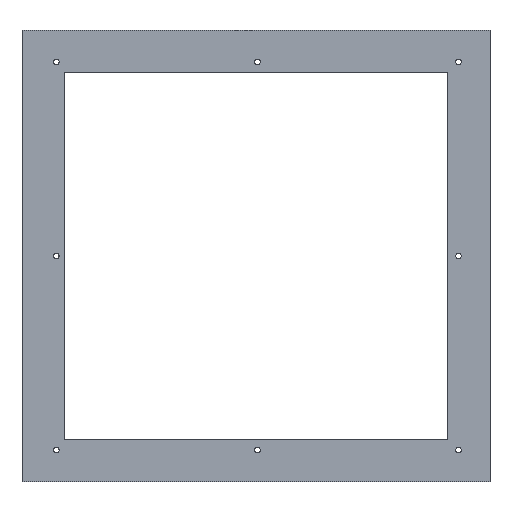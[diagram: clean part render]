
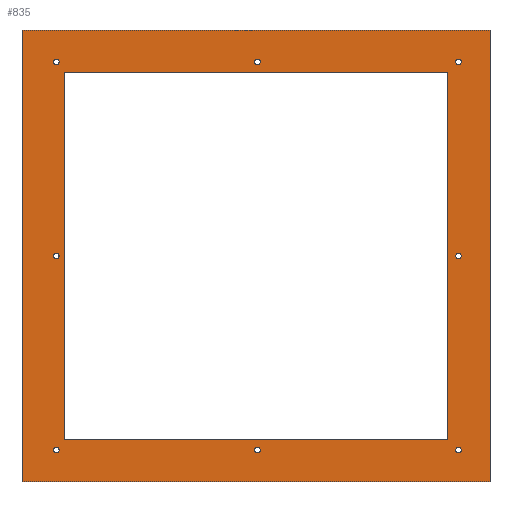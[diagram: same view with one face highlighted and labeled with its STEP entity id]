
A CAD part, front view. The second image highlights one B-rep face of the part: STEP entity #835.
In plain terms, the highlighted planar face has unit normal (0, -1, 0).
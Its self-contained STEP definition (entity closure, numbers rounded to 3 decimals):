
#163=AXIS2_PLACEMENT_3D('Circle Axis2P3D',#161,#162,$) ;
#198=AXIS2_PLACEMENT_3D('Circle Axis2P3D',#196,#197,$) ;
#220=AXIS2_PLACEMENT_3D('Circle Axis2P3D',#218,#219,$) ;
#255=AXIS2_PLACEMENT_3D('Circle Axis2P3D',#253,#254,$) ;
#277=AXIS2_PLACEMENT_3D('Circle Axis2P3D',#275,#276,$) ;
#312=AXIS2_PLACEMENT_3D('Circle Axis2P3D',#310,#311,$) ;
#334=AXIS2_PLACEMENT_3D('Circle Axis2P3D',#332,#333,$) ;
#369=AXIS2_PLACEMENT_3D('Circle Axis2P3D',#367,#368,$) ;
#391=AXIS2_PLACEMENT_3D('Circle Axis2P3D',#389,#390,$) ;
#426=AXIS2_PLACEMENT_3D('Circle Axis2P3D',#424,#425,$) ;
#448=AXIS2_PLACEMENT_3D('Circle Axis2P3D',#446,#447,$) ;
#483=AXIS2_PLACEMENT_3D('Circle Axis2P3D',#481,#482,$) ;
#505=AXIS2_PLACEMENT_3D('Circle Axis2P3D',#503,#504,$) ;
#540=AXIS2_PLACEMENT_3D('Circle Axis2P3D',#538,#539,$) ;
#562=AXIS2_PLACEMENT_3D('Circle Axis2P3D',#560,#561,$) ;
#597=AXIS2_PLACEMENT_3D('Circle Axis2P3D',#595,#596,$) ;
#789=AXIS2_PLACEMENT_3D('Plane Axis2P3D',#786,#787,#788) ;
#43=CARTESIAN_POINT('Vertex',(-191.,168.999,315.)) ;
#57=CARTESIAN_POINT('Vertex',(-191.,168.999,-7.)) ;
#60=CARTESIAN_POINT('Line Origine',(-191.,168.999,154.)) ;
#88=CARTESIAN_POINT('Vertex',(143.,168.999,-7.)) ;
#91=CARTESIAN_POINT('Line Origine',(-24.,168.999,-7.)) ;
#119=CARTESIAN_POINT('Vertex',(143.,168.999,315.)) ;
#122=CARTESIAN_POINT('Line Origine',(143.,168.999,154.)) ;
#144=CARTESIAN_POINT('Line Origine',(-24.,168.999,315.)) ;
#161=CARTESIAN_POINT('Axis2P3D Location',(-166.5,168.999,292.5)) ;
#165=CARTESIAN_POINT('Vertex',(-168.5,168.999,292.5)) ;
#167=CARTESIAN_POINT('Vertex',(-164.5,168.999,292.5)) ;
#196=CARTESIAN_POINT('Axis2P3D Location',(-166.5,168.999,292.5)) ;
#218=CARTESIAN_POINT('Axis2P3D Location',(120.5,168.999,292.5)) ;
#222=CARTESIAN_POINT('Vertex',(118.5,168.999,292.5)) ;
#224=CARTESIAN_POINT('Vertex',(122.5,168.999,292.5)) ;
#253=CARTESIAN_POINT('Axis2P3D Location',(120.5,168.999,292.5)) ;
#275=CARTESIAN_POINT('Axis2P3D Location',(120.5,168.999,15.5)) ;
#279=CARTESIAN_POINT('Vertex',(118.5,168.999,15.5)) ;
#281=CARTESIAN_POINT('Vertex',(122.5,168.999,15.5)) ;
#310=CARTESIAN_POINT('Axis2P3D Location',(120.5,168.999,15.5)) ;
#332=CARTESIAN_POINT('Axis2P3D Location',(-166.5,168.999,15.5)) ;
#336=CARTESIAN_POINT('Vertex',(-168.5,168.999,15.5)) ;
#338=CARTESIAN_POINT('Vertex',(-164.5,168.999,15.5)) ;
#367=CARTESIAN_POINT('Axis2P3D Location',(-166.5,168.999,15.5)) ;
#389=CARTESIAN_POINT('Axis2P3D Location',(-166.5,168.999,154.)) ;
#393=CARTESIAN_POINT('Vertex',(-168.5,168.999,154.)) ;
#395=CARTESIAN_POINT('Vertex',(-164.5,168.999,154.)) ;
#424=CARTESIAN_POINT('Axis2P3D Location',(-166.5,168.999,154.)) ;
#446=CARTESIAN_POINT('Axis2P3D Location',(120.5,168.999,154.)) ;
#450=CARTESIAN_POINT('Vertex',(118.5,168.999,154.)) ;
#452=CARTESIAN_POINT('Vertex',(122.5,168.999,154.)) ;
#481=CARTESIAN_POINT('Axis2P3D Location',(120.5,168.999,154.)) ;
#503=CARTESIAN_POINT('Axis2P3D Location',(-23.,168.999,292.5)) ;
#507=CARTESIAN_POINT('Vertex',(-25.,168.999,292.5)) ;
#509=CARTESIAN_POINT('Vertex',(-21.,168.999,292.5)) ;
#538=CARTESIAN_POINT('Axis2P3D Location',(-23.,168.999,292.5)) ;
#560=CARTESIAN_POINT('Axis2P3D Location',(-23.,168.999,15.5)) ;
#564=CARTESIAN_POINT('Vertex',(-25.,168.999,15.5)) ;
#566=CARTESIAN_POINT('Vertex',(-21.,168.999,15.5)) ;
#595=CARTESIAN_POINT('Axis2P3D Location',(-23.,168.999,15.5)) ;
#617=CARTESIAN_POINT('Line Origine',(-24.,168.999,285.)) ;
#621=CARTESIAN_POINT('Vertex',(113.,168.999,285.)) ;
#623=CARTESIAN_POINT('Vertex',(-161.,168.999,285.)) ;
#657=CARTESIAN_POINT('Line Origine',(113.,168.999,154.)) ;
#661=CARTESIAN_POINT('Vertex',(113.,168.999,23.)) ;
#688=CARTESIAN_POINT('Line Origine',(-24.,168.999,23.)) ;
#692=CARTESIAN_POINT('Vertex',(-161.,168.999,23.)) ;
#719=CARTESIAN_POINT('Line Origine',(-161.,168.999,154.)) ;
#786=CARTESIAN_POINT('Axis2P3D Location',(-48.,168.999,135.)) ;
#61=DIRECTION('Vector Direction',(0.,0.,-1.)) ;
#92=DIRECTION('Vector Direction',(-1.,0.,0.)) ;
#123=DIRECTION('Vector Direction',(0.,0.,1.)) ;
#145=DIRECTION('Vector Direction',(1.,0.,0.)) ;
#162=DIRECTION('Axis2P3D Direction',(0.,-1.,0.)) ;
#197=DIRECTION('Axis2P3D Direction',(0.,-1.,0.)) ;
#219=DIRECTION('Axis2P3D Direction',(0.,-1.,0.)) ;
#254=DIRECTION('Axis2P3D Direction',(0.,-1.,0.)) ;
#276=DIRECTION('Axis2P3D Direction',(0.,-1.,0.)) ;
#311=DIRECTION('Axis2P3D Direction',(0.,-1.,0.)) ;
#333=DIRECTION('Axis2P3D Direction',(0.,-1.,0.)) ;
#368=DIRECTION('Axis2P3D Direction',(0.,-1.,0.)) ;
#390=DIRECTION('Axis2P3D Direction',(0.,-1.,0.)) ;
#425=DIRECTION('Axis2P3D Direction',(0.,-1.,0.)) ;
#447=DIRECTION('Axis2P3D Direction',(0.,-1.,0.)) ;
#482=DIRECTION('Axis2P3D Direction',(0.,-1.,0.)) ;
#504=DIRECTION('Axis2P3D Direction',(0.,-1.,0.)) ;
#539=DIRECTION('Axis2P3D Direction',(0.,-1.,0.)) ;
#561=DIRECTION('Axis2P3D Direction',(0.,-1.,0.)) ;
#596=DIRECTION('Axis2P3D Direction',(0.,-1.,0.)) ;
#618=DIRECTION('Vector Direction',(1.,0.,0.)) ;
#658=DIRECTION('Vector Direction',(0.,0.,1.)) ;
#689=DIRECTION('Vector Direction',(-1.,0.,0.)) ;
#720=DIRECTION('Vector Direction',(0.,0.,-1.)) ;
#787=DIRECTION('Axis2P3D Direction',(0.,-1.,0.)) ;
#788=DIRECTION('Axis2P3D XDirection',(1.,0.,0.)) ;
#62=VECTOR('Line Direction',#61,1.) ;
#93=VECTOR('Line Direction',#92,1.) ;
#124=VECTOR('Line Direction',#123,1.) ;
#146=VECTOR('Line Direction',#145,1.) ;
#619=VECTOR('Line Direction',#618,1.) ;
#659=VECTOR('Line Direction',#658,1.) ;
#690=VECTOR('Line Direction',#689,1.) ;
#721=VECTOR('Line Direction',#720,1.) ;
#792=ORIENTED_EDGE('',*,*,#64,.T.) ;
#793=ORIENTED_EDGE('',*,*,#95,.T.) ;
#794=ORIENTED_EDGE('',*,*,#126,.T.) ;
#795=ORIENTED_EDGE('',*,*,#148,.T.) ;
#798=ORIENTED_EDGE('',*,*,#169,.F.) ;
#799=ORIENTED_EDGE('',*,*,#200,.F.) ;
#802=ORIENTED_EDGE('',*,*,#226,.F.) ;
#803=ORIENTED_EDGE('',*,*,#257,.F.) ;
#806=ORIENTED_EDGE('',*,*,#283,.F.) ;
#807=ORIENTED_EDGE('',*,*,#314,.F.) ;
#810=ORIENTED_EDGE('',*,*,#340,.F.) ;
#811=ORIENTED_EDGE('',*,*,#371,.F.) ;
#814=ORIENTED_EDGE('',*,*,#397,.F.) ;
#815=ORIENTED_EDGE('',*,*,#428,.F.) ;
#818=ORIENTED_EDGE('',*,*,#454,.F.) ;
#819=ORIENTED_EDGE('',*,*,#485,.F.) ;
#822=ORIENTED_EDGE('',*,*,#511,.F.) ;
#823=ORIENTED_EDGE('',*,*,#542,.F.) ;
#826=ORIENTED_EDGE('',*,*,#568,.F.) ;
#827=ORIENTED_EDGE('',*,*,#599,.F.) ;
#830=ORIENTED_EDGE('',*,*,#625,.F.) ;
#831=ORIENTED_EDGE('',*,*,#663,.F.) ;
#832=ORIENTED_EDGE('',*,*,#694,.F.) ;
#833=ORIENTED_EDGE('',*,*,#723,.F.) ;
#800=FACE_BOUND('',#797,.T.) ;
#804=FACE_BOUND('',#801,.T.) ;
#808=FACE_BOUND('',#805,.T.) ;
#812=FACE_BOUND('',#809,.T.) ;
#816=FACE_BOUND('',#813,.T.) ;
#820=FACE_BOUND('',#817,.T.) ;
#824=FACE_BOUND('',#821,.T.) ;
#828=FACE_BOUND('',#825,.T.) ;
#834=FACE_BOUND('',#829,.T.) ;
#835=ADVANCED_FACE('E1.2_IV_W_COMPARTMENT_DOOR_DRILLING',(#796,#800,#804,#808,#812,#816,#820,#824,#828,#834),#790,.T.) ;
#164=CIRCLE('generated circle',#163,2.) ;
#199=CIRCLE('generated circle',#198,2.) ;
#221=CIRCLE('generated circle',#220,2.) ;
#256=CIRCLE('generated circle',#255,2.) ;
#278=CIRCLE('generated circle',#277,2.) ;
#313=CIRCLE('generated circle',#312,2.) ;
#335=CIRCLE('generated circle',#334,2.) ;
#370=CIRCLE('generated circle',#369,2.) ;
#392=CIRCLE('generated circle',#391,2.) ;
#427=CIRCLE('generated circle',#426,2.) ;
#449=CIRCLE('generated circle',#448,2.) ;
#484=CIRCLE('generated circle',#483,2.) ;
#506=CIRCLE('generated circle',#505,2.) ;
#541=CIRCLE('generated circle',#540,2.) ;
#563=CIRCLE('generated circle',#562,2.) ;
#598=CIRCLE('generated circle',#597,2.) ;
#64=EDGE_CURVE('',#44,#58,#63,.T.) ;
#95=EDGE_CURVE('',#58,#89,#94,.F.) ;
#126=EDGE_CURVE('',#89,#120,#125,.T.) ;
#148=EDGE_CURVE('',#120,#44,#147,.F.) ;
#169=EDGE_CURVE('',#166,#168,#164,.T.) ;
#200=EDGE_CURVE('',#168,#166,#199,.T.) ;
#226=EDGE_CURVE('',#223,#225,#221,.T.) ;
#257=EDGE_CURVE('',#225,#223,#256,.T.) ;
#283=EDGE_CURVE('',#280,#282,#278,.T.) ;
#314=EDGE_CURVE('',#282,#280,#313,.T.) ;
#340=EDGE_CURVE('',#337,#339,#335,.T.) ;
#371=EDGE_CURVE('',#339,#337,#370,.T.) ;
#397=EDGE_CURVE('',#394,#396,#392,.T.) ;
#428=EDGE_CURVE('',#396,#394,#427,.T.) ;
#454=EDGE_CURVE('',#451,#453,#449,.T.) ;
#485=EDGE_CURVE('',#453,#451,#484,.T.) ;
#511=EDGE_CURVE('',#508,#510,#506,.T.) ;
#542=EDGE_CURVE('',#510,#508,#541,.T.) ;
#568=EDGE_CURVE('',#565,#567,#563,.T.) ;
#599=EDGE_CURVE('',#567,#565,#598,.T.) ;
#625=EDGE_CURVE('',#622,#624,#620,.F.) ;
#663=EDGE_CURVE('',#662,#622,#660,.T.) ;
#694=EDGE_CURVE('',#693,#662,#691,.F.) ;
#723=EDGE_CURVE('',#624,#693,#722,.T.) ;
#791=EDGE_LOOP('',(#792,#793,#794,#795)) ;
#797=EDGE_LOOP('',(#798,#799)) ;
#801=EDGE_LOOP('',(#802,#803)) ;
#805=EDGE_LOOP('',(#806,#807)) ;
#809=EDGE_LOOP('',(#810,#811)) ;
#813=EDGE_LOOP('',(#814,#815)) ;
#817=EDGE_LOOP('',(#818,#819)) ;
#821=EDGE_LOOP('',(#822,#823)) ;
#825=EDGE_LOOP('',(#826,#827)) ;
#829=EDGE_LOOP('',(#830,#831,#832,#833)) ;
#796=FACE_OUTER_BOUND('',#791,.T.) ;
#63=LINE('Line',#60,#62) ;
#94=LINE('Line',#91,#93) ;
#125=LINE('Line',#122,#124) ;
#147=LINE('Line',#144,#146) ;
#620=LINE('Line',#617,#619) ;
#660=LINE('Line',#657,#659) ;
#691=LINE('Line',#688,#690) ;
#722=LINE('Line',#719,#721) ;
#790=PLANE('',#789) ;
#44=VERTEX_POINT('',#43) ;
#58=VERTEX_POINT('',#57) ;
#89=VERTEX_POINT('',#88) ;
#120=VERTEX_POINT('',#119) ;
#166=VERTEX_POINT('',#165) ;
#168=VERTEX_POINT('',#167) ;
#223=VERTEX_POINT('',#222) ;
#225=VERTEX_POINT('',#224) ;
#280=VERTEX_POINT('',#279) ;
#282=VERTEX_POINT('',#281) ;
#337=VERTEX_POINT('',#336) ;
#339=VERTEX_POINT('',#338) ;
#394=VERTEX_POINT('',#393) ;
#396=VERTEX_POINT('',#395) ;
#451=VERTEX_POINT('',#450) ;
#453=VERTEX_POINT('',#452) ;
#508=VERTEX_POINT('',#507) ;
#510=VERTEX_POINT('',#509) ;
#565=VERTEX_POINT('',#564) ;
#567=VERTEX_POINT('',#566) ;
#622=VERTEX_POINT('',#621) ;
#624=VERTEX_POINT('',#623) ;
#662=VERTEX_POINT('',#661) ;
#693=VERTEX_POINT('',#692) ;
